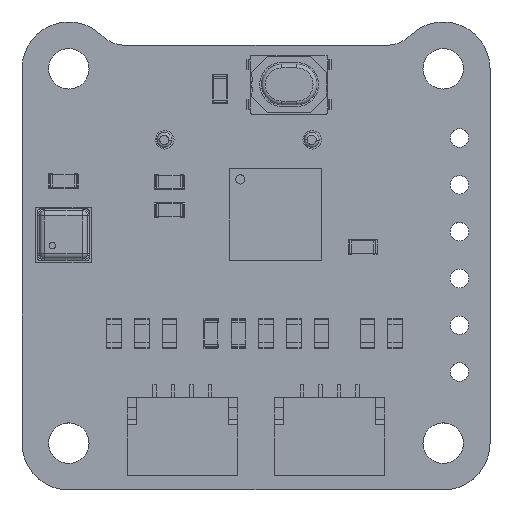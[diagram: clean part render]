
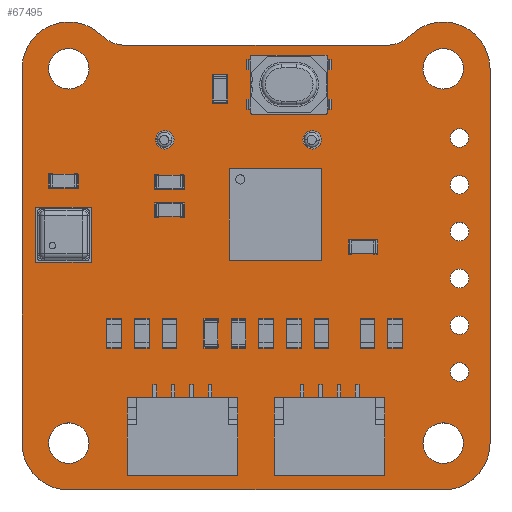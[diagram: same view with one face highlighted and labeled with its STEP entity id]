
A CAD part, top view. The second image highlights one B-rep face of the part: STEP entity #67495.
In plain terms, the highlighted planar face has unit normal (0, 0, 1).
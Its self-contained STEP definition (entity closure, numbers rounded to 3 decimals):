
#67195 = VERTEX_POINT('',#67196);
#67196 = CARTESIAN_POINT('',(21.064,24.656,1.6));
#67202 = EDGE_CURVE('',#67195,#67203,#67205,.T.);
#67203 = VERTEX_POINT('',#67204);
#67204 = CARTESIAN_POINT('',(25.4,22.86,1.6));
#67205 = CIRCLE('',#67206,2.54);
#67206 = AXIS2_PLACEMENT_3D('',#67207,#67208,#67209);
#67207 = CARTESIAN_POINT('',(22.86,22.86,1.6));
#67208 = DIRECTION('',(0.,0.,-1.));
#67209 = DIRECTION('',(-0.707,0.707,0.));
#67237 = VERTEX_POINT('',#67238);
#67238 = CARTESIAN_POINT('',(19.812,24.137,1.6));
#67244 = EDGE_CURVE('',#67237,#67195,#67245,.T.);
#67245 = CIRCLE('',#67246,1.771);
#67246 = AXIS2_PLACEMENT_3D('',#67247,#67248,#67249);
#67247 = CARTESIAN_POINT('',(19.812,25.908,1.6));
#67248 = DIRECTION('',(0.,0.,1.));
#67249 = DIRECTION('',(0.,-1.,0.));
#67268 = EDGE_CURVE('',#67203,#67269,#67271,.T.);
#67269 = VERTEX_POINT('',#67270);
#67270 = CARTESIAN_POINT('',(25.4,2.54,1.6));
#67271 = LINE('',#67272,#67273);
#67272 = CARTESIAN_POINT('',(25.4,22.86,1.6));
#67273 = VECTOR('',#67274,1.);
#67274 = DIRECTION('',(0.,-1.,0.));
#67495 = ADVANCED_FACE('',(#67496,#67559,#67570,#67581,#67592,#67603,
    #67614,#67625,#67636,#67647,#67658,#67669,#67680),#67691,.T.);
#67496 = FACE_BOUND('',#67497,.T.);
#67497 = EDGE_LOOP('',(#67498,#67499,#67500,#67508,#67517,#67526,#67534,
    #67543,#67551,#67558));
#67498 = ORIENTED_EDGE('',*,*,#67202,.F.);
#67499 = ORIENTED_EDGE('',*,*,#67244,.F.);
#67500 = ORIENTED_EDGE('',*,*,#67501,.F.);
#67501 = EDGE_CURVE('',#67502,#67237,#67504,.T.);
#67502 = VERTEX_POINT('',#67503);
#67503 = CARTESIAN_POINT('',(5.588,24.137,1.6));
#67504 = LINE('',#67505,#67506);
#67505 = CARTESIAN_POINT('',(5.588,24.137,1.6));
#67506 = VECTOR('',#67507,1.);
#67507 = DIRECTION('',(1.,0.,0.));
#67508 = ORIENTED_EDGE('',*,*,#67509,.F.);
#67509 = EDGE_CURVE('',#67510,#67502,#67512,.T.);
#67510 = VERTEX_POINT('',#67511);
#67511 = CARTESIAN_POINT('',(4.336,24.656,1.6));
#67512 = CIRCLE('',#67513,1.771);
#67513 = AXIS2_PLACEMENT_3D('',#67514,#67515,#67516);
#67514 = CARTESIAN_POINT('',(5.588,25.908,1.6));
#67515 = DIRECTION('',(0.,0.,1.));
#67516 = DIRECTION('',(-0.707,-0.707,0.));
#67517 = ORIENTED_EDGE('',*,*,#67518,.F.);
#67518 = EDGE_CURVE('',#67519,#67510,#67521,.T.);
#67519 = VERTEX_POINT('',#67520);
#67520 = CARTESIAN_POINT('',(0.,22.86,1.6));
#67521 = CIRCLE('',#67522,2.54);
#67522 = AXIS2_PLACEMENT_3D('',#67523,#67524,#67525);
#67523 = CARTESIAN_POINT('',(2.54,22.86,1.6));
#67524 = DIRECTION('',(0.,0.,-1.));
#67525 = DIRECTION('',(-1.,0.,-0.));
#67526 = ORIENTED_EDGE('',*,*,#67527,.F.);
#67527 = EDGE_CURVE('',#67528,#67519,#67530,.T.);
#67528 = VERTEX_POINT('',#67529);
#67529 = CARTESIAN_POINT('',(0.,2.54,1.6));
#67530 = LINE('',#67531,#67532);
#67531 = CARTESIAN_POINT('',(0.,2.54,1.6));
#67532 = VECTOR('',#67533,1.);
#67533 = DIRECTION('',(0.,1.,0.));
#67534 = ORIENTED_EDGE('',*,*,#67535,.F.);
#67535 = EDGE_CURVE('',#67536,#67528,#67538,.T.);
#67536 = VERTEX_POINT('',#67537);
#67537 = CARTESIAN_POINT('',(2.54,0.,1.6));
#67538 = CIRCLE('',#67539,2.54);
#67539 = AXIS2_PLACEMENT_3D('',#67540,#67541,#67542);
#67540 = CARTESIAN_POINT('',(2.54,2.54,1.6));
#67541 = DIRECTION('',(0.,0.,-1.));
#67542 = DIRECTION('',(0.,-1.,-0.));
#67543 = ORIENTED_EDGE('',*,*,#67544,.F.);
#67544 = EDGE_CURVE('',#67545,#67536,#67547,.T.);
#67545 = VERTEX_POINT('',#67546);
#67546 = CARTESIAN_POINT('',(22.86,0.,1.6));
#67547 = LINE('',#67548,#67549);
#67548 = CARTESIAN_POINT('',(22.86,0.,1.6));
#67549 = VECTOR('',#67550,1.);
#67550 = DIRECTION('',(-1.,0.,0.));
#67551 = ORIENTED_EDGE('',*,*,#67552,.F.);
#67552 = EDGE_CURVE('',#67269,#67545,#67553,.T.);
#67553 = CIRCLE('',#67554,2.54);
#67554 = AXIS2_PLACEMENT_3D('',#67555,#67556,#67557);
#67555 = CARTESIAN_POINT('',(22.86,2.54,1.6));
#67556 = DIRECTION('',(0.,0.,-1.));
#67557 = DIRECTION('',(1.,0.,0.));
#67558 = ORIENTED_EDGE('',*,*,#67268,.F.);
#67559 = FACE_BOUND('',#67560,.T.);
#67560 = EDGE_LOOP('',(#67561));
#67561 = ORIENTED_EDGE('',*,*,#67562,.T.);
#67562 = EDGE_CURVE('',#67563,#67563,#67565,.T.);
#67563 = VERTEX_POINT('',#67564);
#67564 = CARTESIAN_POINT('',(2.54,1.44,1.6));
#67565 = CIRCLE('',#67566,1.1);
#67566 = AXIS2_PLACEMENT_3D('',#67567,#67568,#67569);
#67567 = CARTESIAN_POINT('',(2.54,2.54,1.6));
#67568 = DIRECTION('',(-0.,0.,-1.));
#67569 = DIRECTION('',(-0.,-1.,0.));
#67570 = FACE_BOUND('',#67571,.T.);
#67571 = EDGE_LOOP('',(#67572));
#67572 = ORIENTED_EDGE('',*,*,#67573,.T.);
#67573 = EDGE_CURVE('',#67574,#67574,#67576,.T.);
#67574 = VERTEX_POINT('',#67575);
#67575 = CARTESIAN_POINT('',(22.86,1.44,1.6));
#67576 = CIRCLE('',#67577,1.1);
#67577 = AXIS2_PLACEMENT_3D('',#67578,#67579,#67580);
#67578 = CARTESIAN_POINT('',(22.86,2.54,1.6));
#67579 = DIRECTION('',(-0.,0.,-1.));
#67580 = DIRECTION('',(-0.,-1.,0.));
#67581 = FACE_BOUND('',#67582,.T.);
#67582 = EDGE_LOOP('',(#67583));
#67583 = ORIENTED_EDGE('',*,*,#67584,.T.);
#67584 = EDGE_CURVE('',#67585,#67585,#67587,.T.);
#67585 = VERTEX_POINT('',#67586);
#67586 = CARTESIAN_POINT('',(23.75,5.9,1.6));
#67587 = CIRCLE('',#67588,0.5);
#67588 = AXIS2_PLACEMENT_3D('',#67589,#67590,#67591);
#67589 = CARTESIAN_POINT('',(23.75,6.4,1.6));
#67590 = DIRECTION('',(-0.,0.,-1.));
#67591 = DIRECTION('',(-0.,-1.,0.));
#67592 = FACE_BOUND('',#67593,.T.);
#67593 = EDGE_LOOP('',(#67594));
#67594 = ORIENTED_EDGE('',*,*,#67595,.T.);
#67595 = EDGE_CURVE('',#67596,#67596,#67598,.T.);
#67596 = VERTEX_POINT('',#67597);
#67597 = CARTESIAN_POINT('',(23.75,8.44,1.6));
#67598 = CIRCLE('',#67599,0.5);
#67599 = AXIS2_PLACEMENT_3D('',#67600,#67601,#67602);
#67600 = CARTESIAN_POINT('',(23.75,8.94,1.6));
#67601 = DIRECTION('',(-0.,0.,-1.));
#67602 = DIRECTION('',(-0.,-1.,0.));
#67603 = FACE_BOUND('',#67604,.T.);
#67604 = EDGE_LOOP('',(#67605));
#67605 = ORIENTED_EDGE('',*,*,#67606,.T.);
#67606 = EDGE_CURVE('',#67607,#67607,#67609,.T.);
#67607 = VERTEX_POINT('',#67608);
#67608 = CARTESIAN_POINT('',(23.75,10.98,1.6));
#67609 = CIRCLE('',#67610,0.5);
#67610 = AXIS2_PLACEMENT_3D('',#67611,#67612,#67613);
#67611 = CARTESIAN_POINT('',(23.75,11.48,1.6));
#67612 = DIRECTION('',(-0.,0.,-1.));
#67613 = DIRECTION('',(-0.,-1.,0.));
#67614 = FACE_BOUND('',#67615,.T.);
#67615 = EDGE_LOOP('',(#67616));
#67616 = ORIENTED_EDGE('',*,*,#67617,.T.);
#67617 = EDGE_CURVE('',#67618,#67618,#67620,.T.);
#67618 = VERTEX_POINT('',#67619);
#67619 = CARTESIAN_POINT('',(2.54,21.76,1.6));
#67620 = CIRCLE('',#67621,1.1);
#67621 = AXIS2_PLACEMENT_3D('',#67622,#67623,#67624);
#67622 = CARTESIAN_POINT('',(2.54,22.86,1.6));
#67623 = DIRECTION('',(-0.,0.,-1.));
#67624 = DIRECTION('',(-0.,-1.,0.));
#67625 = FACE_BOUND('',#67626,.T.);
#67626 = EDGE_LOOP('',(#67627));
#67627 = ORIENTED_EDGE('',*,*,#67628,.T.);
#67628 = EDGE_CURVE('',#67629,#67629,#67631,.T.);
#67629 = VERTEX_POINT('',#67630);
#67630 = CARTESIAN_POINT('',(7.75,18.5,1.6));
#67631 = CIRCLE('',#67632,0.5);
#67632 = AXIS2_PLACEMENT_3D('',#67633,#67634,#67635);
#67633 = CARTESIAN_POINT('',(7.75,19.,1.6));
#67634 = DIRECTION('',(-0.,0.,-1.));
#67635 = DIRECTION('',(-0.,-1.,0.));
#67636 = FACE_BOUND('',#67637,.T.);
#67637 = EDGE_LOOP('',(#67638));
#67638 = ORIENTED_EDGE('',*,*,#67639,.T.);
#67639 = EDGE_CURVE('',#67640,#67640,#67642,.T.);
#67640 = VERTEX_POINT('',#67641);
#67641 = CARTESIAN_POINT('',(23.75,13.52,1.6));
#67642 = CIRCLE('',#67643,0.5);
#67643 = AXIS2_PLACEMENT_3D('',#67644,#67645,#67646);
#67644 = CARTESIAN_POINT('',(23.75,14.02,1.6));
#67645 = DIRECTION('',(-0.,0.,-1.));
#67646 = DIRECTION('',(-0.,-1.,0.));
#67647 = FACE_BOUND('',#67648,.T.);
#67648 = EDGE_LOOP('',(#67649));
#67649 = ORIENTED_EDGE('',*,*,#67650,.T.);
#67650 = EDGE_CURVE('',#67651,#67651,#67653,.T.);
#67651 = VERTEX_POINT('',#67652);
#67652 = CARTESIAN_POINT('',(23.75,16.06,1.6));
#67653 = CIRCLE('',#67654,0.5);
#67654 = AXIS2_PLACEMENT_3D('',#67655,#67656,#67657);
#67655 = CARTESIAN_POINT('',(23.75,16.56,1.6));
#67656 = DIRECTION('',(-0.,0.,-1.));
#67657 = DIRECTION('',(-0.,-1.,0.));
#67658 = FACE_BOUND('',#67659,.T.);
#67659 = EDGE_LOOP('',(#67660));
#67660 = ORIENTED_EDGE('',*,*,#67661,.T.);
#67661 = EDGE_CURVE('',#67662,#67662,#67664,.T.);
#67662 = VERTEX_POINT('',#67663);
#67663 = CARTESIAN_POINT('',(15.75,18.5,1.6));
#67664 = CIRCLE('',#67665,0.5);
#67665 = AXIS2_PLACEMENT_3D('',#67666,#67667,#67668);
#67666 = CARTESIAN_POINT('',(15.75,19.,1.6));
#67667 = DIRECTION('',(-0.,0.,-1.));
#67668 = DIRECTION('',(-0.,-1.,0.));
#67669 = FACE_BOUND('',#67670,.T.);
#67670 = EDGE_LOOP('',(#67671));
#67671 = ORIENTED_EDGE('',*,*,#67672,.T.);
#67672 = EDGE_CURVE('',#67673,#67673,#67675,.T.);
#67673 = VERTEX_POINT('',#67674);
#67674 = CARTESIAN_POINT('',(23.75,18.6,1.6));
#67675 = CIRCLE('',#67676,0.5);
#67676 = AXIS2_PLACEMENT_3D('',#67677,#67678,#67679);
#67677 = CARTESIAN_POINT('',(23.75,19.1,1.6));
#67678 = DIRECTION('',(-0.,0.,-1.));
#67679 = DIRECTION('',(-0.,-1.,0.));
#67680 = FACE_BOUND('',#67681,.T.);
#67681 = EDGE_LOOP('',(#67682));
#67682 = ORIENTED_EDGE('',*,*,#67683,.T.);
#67683 = EDGE_CURVE('',#67684,#67684,#67686,.T.);
#67684 = VERTEX_POINT('',#67685);
#67685 = CARTESIAN_POINT('',(22.86,21.76,1.6));
#67686 = CIRCLE('',#67687,1.1);
#67687 = AXIS2_PLACEMENT_3D('',#67688,#67689,#67690);
#67688 = CARTESIAN_POINT('',(22.86,22.86,1.6));
#67689 = DIRECTION('',(-0.,0.,-1.));
#67690 = DIRECTION('',(-0.,-1.,0.));
#67691 = PLANE('',#67692);
#67692 = AXIS2_PLACEMENT_3D('',#67693,#67694,#67695);
#67693 = CARTESIAN_POINT('',(0.,0.,1.6));
#67694 = DIRECTION('',(0.,0.,1.));
#67695 = DIRECTION('',(1.,0.,-0.));
